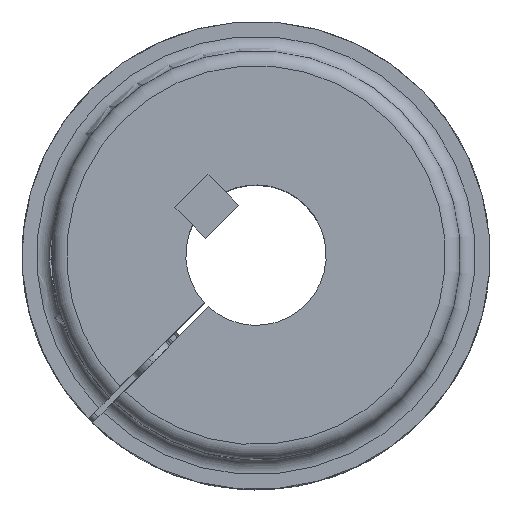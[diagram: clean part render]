
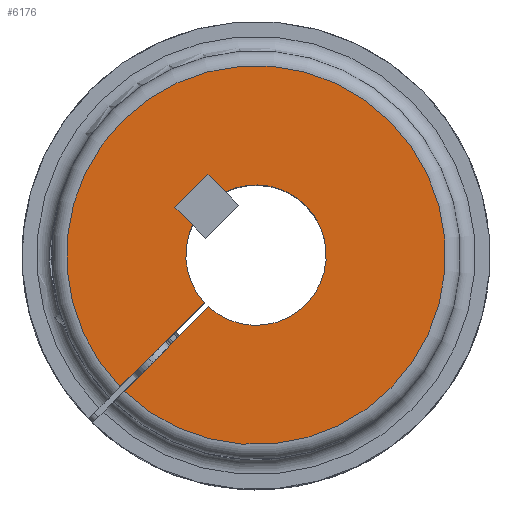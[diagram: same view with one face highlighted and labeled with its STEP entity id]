
A CAD part, top view. The second image highlights one B-rep face of the part: STEP entity #6176.
In plain terms, the highlighted planar face has unit normal (0, 0, 1).
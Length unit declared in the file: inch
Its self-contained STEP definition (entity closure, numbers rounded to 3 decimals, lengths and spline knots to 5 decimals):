
#94 = CIRCLE ( 'NONE', #6990, 0.47244 ) ;
#538 = VERTEX_POINT ( 'NONE', #997 ) ;
#757 = DIRECTION ( 'NONE',  ( -0.707, 0.707, 0. ) ) ;
#800 = CARTESIAN_POINT ( 'NONE',  ( -0.20361, 0.42632, 4.40866 ) ) ;
#973 = VERTEX_POINT ( 'NONE', #8567 ) ;
#997 = CARTESIAN_POINT ( 'NONE',  ( -0.54591, 0.3232, 4.40866 ) ) ;
#1518 = CARTESIAN_POINT ( 'NONE',  ( 0., 0., 4.40866 ) ) ;
#1626 = VERTEX_POINT ( 'NONE', #1971 ) ;
#1971 = CARTESIAN_POINT ( 'NONE',  ( -0.88731, -0.91559, 4.40866 ) ) ;
#2376 = DIRECTION ( 'NONE',  ( -0.707, -0.707, 0. ) ) ;
#2380 = VECTOR ( 'NONE', #757, 39.37008 ) ;
#2490 = EDGE_CURVE ( 'NONE', #538, #9090, #5812, .T. ) ;
#2491 = CARTESIAN_POINT ( 'NONE',  ( -0.91559, -0.88731, 4.40866 ) ) ;
#2507 = CARTESIAN_POINT ( 'NONE',  ( 0., 0., 4.40866 ) ) ;
#2598 = CARTESIAN_POINT ( 'NONE',  ( 0., 0., 4.40866 ) ) ;
#2636 = DIRECTION ( 'NONE',  ( -0.707, -0.707, 0. ) ) ;
#2681 = PLANE ( 'NONE',  #6115 ) ;
#2785 = CARTESIAN_POINT ( 'NONE',  ( -0.42632, 0.20361, 4.40866 ) ) ;
#2953 = CARTESIAN_POINT ( 'NONE',  ( 0., 0., 4.40866 ) ) ;
#2991 = LINE ( 'NONE', #6162, #3096 ) ;
#3003 = CIRCLE ( 'NONE', #4843, 1.275 ) ;
#3019 = CARTESIAN_POINT ( 'NONE',  ( -0.3232, 0.54591, 4.40866 ) ) ;
#3096 = VECTOR ( 'NONE', #4441, 39.37008 ) ;
#3182 = DIRECTION ( 'NONE',  ( 0., 0., -1. ) ) ;
#3410 = DIRECTION ( 'NONE',  ( 0.707, 0.707, 0. ) ) ;
#3489 = DIRECTION ( 'NONE',  ( 0.707, 0.707, 0. ) ) ;
#3550 = VECTOR ( 'NONE', #9780, 39.37008 ) ;
#3573 = ORIENTED_EDGE ( 'NONE', *, *, #3922, .F. ) ;
#3664 = ORIENTED_EDGE ( 'NONE', *, *, #2490, .F. ) ;
#3801 = ORIENTED_EDGE ( 'NONE', *, *, #9263, .F. ) ;
#3872 = ORIENTED_EDGE ( 'NONE', *, *, #8889, .F. ) ;
#3922 = EDGE_CURVE ( 'NONE', #9629, #538, #4659, .T. ) ;
#4034 = ORIENTED_EDGE ( 'NONE', *, *, #10372, .T. ) ;
#4441 = DIRECTION ( 'NONE',  ( 0.707, 0.707, 0. ) ) ;
#4454 = CARTESIAN_POINT ( 'NONE',  ( -0.54591, 0.3232, 4.40866 ) ) ;
#4659 = LINE ( 'NONE', #4454, #3550 ) ;
#4843 = AXIS2_PLACEMENT_3D ( 'NONE', #1518, #7535, #2376 ) ;
#4915 = VERTEX_POINT ( 'NONE', #11112 ) ;
#5042 = CARTESIAN_POINT ( 'NONE',  ( -0.31962, -0.34791, 4.40866 ) ) ;
#5812 = LINE ( 'NONE', #9872, #6983 ) ;
#5877 = FACE_OUTER_BOUND ( 'NONE', #10599, .T. ) ;
#6035 = LINE ( 'NONE', #800, #2380 ) ;
#6115 = AXIS2_PLACEMENT_3D ( 'NONE', #2953, #3182, #2636 ) ;
#6162 = CARTESIAN_POINT ( 'NONE',  ( -0.34791, -0.31962, 4.40866 ) ) ;
#6176 = ADVANCED_FACE ( 'NONE', ( #5877 ), #2681, .F. ) ;
#6983 = VECTOR ( 'NONE', #9501, 39.37008 ) ;
#6990 = AXIS2_PLACEMENT_3D ( 'NONE', #10175, #10173, #10161 ) ;
#7184 = EDGE_CURVE ( 'NONE', #11114, #973, #94, .T. ) ;
#7494 = DIRECTION ( 'NONE',  ( -0.707, -0.707, 0. ) ) ;
#7535 = DIRECTION ( 'NONE',  ( 0., 0., 1. ) ) ;
#7728 = ORIENTED_EDGE ( 'NONE', *, *, #7735, .T. ) ;
#7735 = EDGE_CURVE ( 'NONE', #9240, #1626, #10611, .T. ) ;
#7817 = CARTESIAN_POINT ( 'NONE',  ( -0.31962, -0.34791, 4.40866 ) ) ;
#7825 = VECTOR ( 'NONE', #7494, 39.37008 ) ;
#8322 = CIRCLE ( 'NONE', #8516, 0.47244 ) ;
#8341 = VERTEX_POINT ( 'NONE', #2491 ) ;
#8516 = AXIS2_PLACEMENT_3D ( 'NONE', #2598, #8640, #3489 ) ;
#8564 = DIRECTION ( 'NONE',  ( 0., 0., 1. ) ) ;
#8567 = CARTESIAN_POINT ( 'NONE',  ( -0.20361, 0.42632, 4.40866 ) ) ;
#8630 = EDGE_CURVE ( 'NONE', #973, #9629, #6035, .T. ) ;
#8640 = DIRECTION ( 'NONE',  ( 0., 0., 1. ) ) ;
#8889 = EDGE_CURVE ( 'NONE', #9090, #4915, #8322, .T. ) ;
#8989 = ORIENTED_EDGE ( 'NONE', *, *, #10995, .T. ) ;
#9090 = VERTEX_POINT ( 'NONE', #2785 ) ;
#9240 = VERTEX_POINT ( 'NONE', #5042 ) ;
#9263 = EDGE_CURVE ( 'NONE', #9240, #11114, #10276, .T. ) ;
#9501 = DIRECTION ( 'NONE',  ( 0.707, -0.707, 0. ) ) ;
#9629 = VERTEX_POINT ( 'NONE', #3019 ) ;
#9780 = DIRECTION ( 'NONE',  ( -0.707, -0.707, 0. ) ) ;
#9872 = CARTESIAN_POINT ( 'NONE',  ( -0.42632, 0.20361, 4.40866 ) ) ;
#9950 = AXIS2_PLACEMENT_3D ( 'NONE', #2507, #8564, #3410 ) ;
#10161 = DIRECTION ( 'NONE',  ( 0.707, 0.707, 0. ) ) ;
#10173 = DIRECTION ( 'NONE',  ( 0., 0., 1. ) ) ;
#10175 = CARTESIAN_POINT ( 'NONE',  ( 0., 0., 4.40866 ) ) ;
#10254 = ORIENTED_EDGE ( 'NONE', *, *, #7184, .F. ) ;
#10276 = CIRCLE ( 'NONE', #9950, 0.47244 ) ;
#10372 = EDGE_CURVE ( 'NONE', #8341, #4915, #2991, .T. ) ;
#10448 = ORIENTED_EDGE ( 'NONE', *, *, #8630, .F. ) ;
#10599 = EDGE_LOOP ( 'NONE', ( #8989, #4034, #3872, #3664, #3573, #10448, #10254, #3801, #7728 ) ) ;
#10611 = LINE ( 'NONE', #7817, #7825 ) ;
#10995 = EDGE_CURVE ( 'NONE', #1626, #8341, #3003, .T. ) ;
#11112 = CARTESIAN_POINT ( 'NONE',  ( -0.34791, -0.31962, 4.40866 ) ) ;
#11114 = VERTEX_POINT ( 'NONE', #11213 ) ;
#11213 = CARTESIAN_POINT ( 'NONE',  ( 0.33407, 0.33407, 4.40866 ) ) ;
